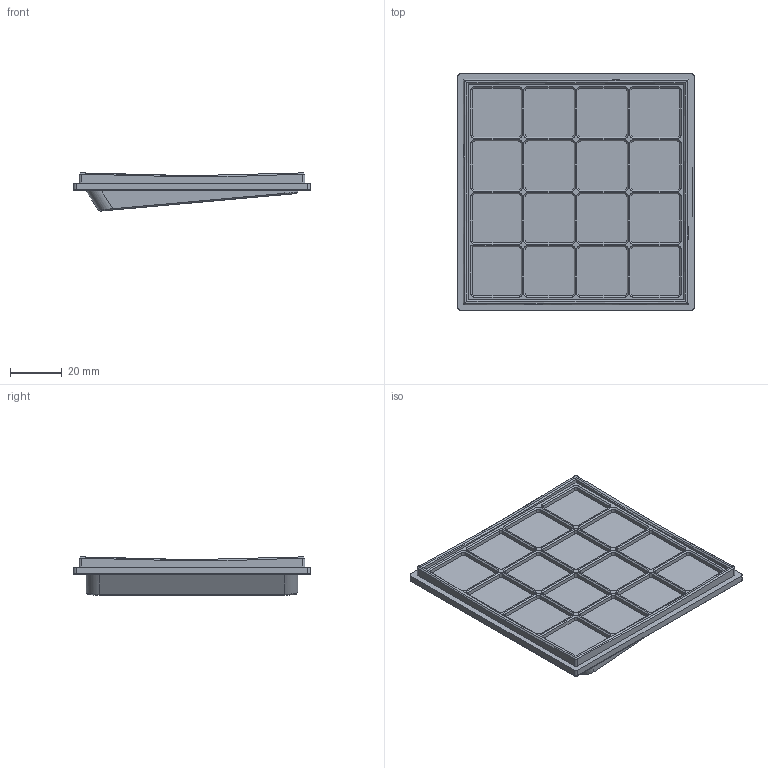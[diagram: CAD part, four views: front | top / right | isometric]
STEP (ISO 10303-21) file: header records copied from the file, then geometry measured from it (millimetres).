
FILE_DESCRIPTION(/* description */ (''),/* implementation_level */ '2;1');
FILE_NAME(/* name */ 'Base angled.step',/* time_stamp */ '2022-11-22T11:27:05-03:00',/* author */ (''),/* organization */ (''),/* preprocessor_version */ 'ST-DEVELOPER v19.2',/* originating_system */ 'Autodesk Translation Framework v11.17.0.187',/* authorisation */ '');
FILE_SCHEMA (('AUTOMOTIVE_DESIGN { 1 0 10303 214 3 1 1 }'));
Length unit declared in the file: millimetre
Products named in the file (1): ArtisansBox Open-S
Bounding box: 91.5 x 91.5 x 14.83 mm (x, y, z)
Volume: 59108.9 mm3; surface area: 22282.1 mm2
Topology: 1 solids, 1 shells, 444 faces, 1061 edges, 640 vertices
Faces by surface type: plane 214, bspline 88, cylinder 79, cone 63
Entity records: 15010 total; most frequent: CARTESIAN_POINT 5229, ORIENTED_EDGE 2122, DIRECTION 1805, EDGE_CURVE 1061, LINE 657, VECTOR 657, VERTEX_POINT 640, AXIS2_PLACEMENT_3D 574
